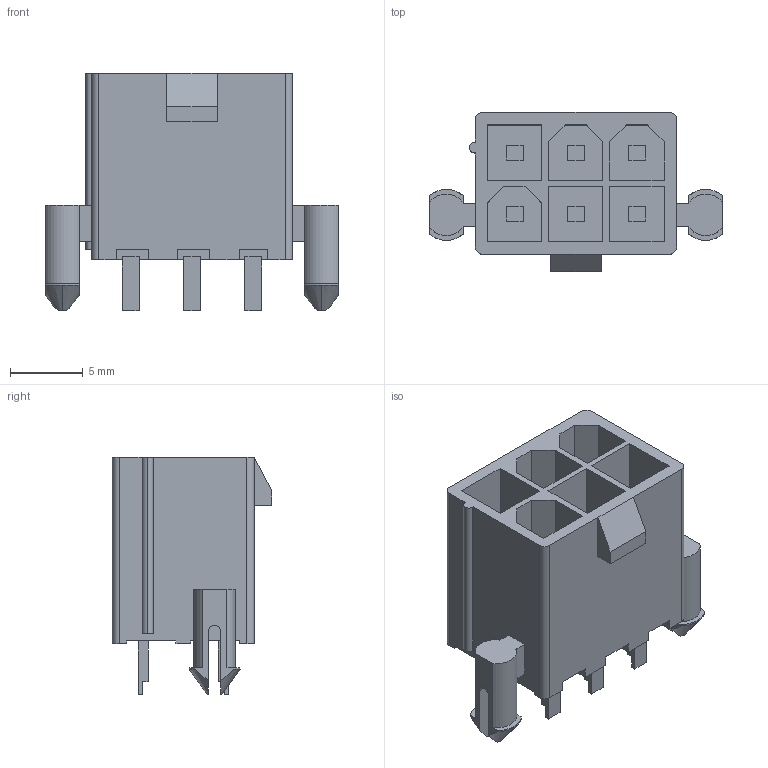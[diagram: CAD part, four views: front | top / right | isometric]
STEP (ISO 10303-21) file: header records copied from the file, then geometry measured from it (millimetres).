
FILE_DESCRIPTION(('STEP AP242'),'1');
FILE_NAME('1586039-6.stp','2022-09-03T17:06:45',('TraceParts'),('TraceParts S.A.'),'Spatial InterOp 3D',' ',' ');
FILE_SCHEMA(('AP242_MANAGED_MODEL_BASED_3D_ENGINEERING_MIM_LF {1 0 10303 442 1 1 4}'));
Length unit declared in the file: millimetre
Products named in the file (1): 1586039-6_1
Bounding box: 20.1 x 10.95 x 16.3 mm (x, y, z)
Volume: 1034.3 mm3; surface area: 2114.5 mm2
Topology: 7 solids, 7 shells, 214 faces, 554 edges, 368 vertices
Faces by surface type: plane 190, cylinder 16, cone 8
Entity records: 6599 total; most frequent: CARTESIAN_POINT 1303, ORIENTED_EDGE 1108, DIRECTION 1026, EDGE_CURVE 554, LINE 492, VECTOR 492, VERTEX_POINT 368, AXIS2_PLACEMENT_3D 267
